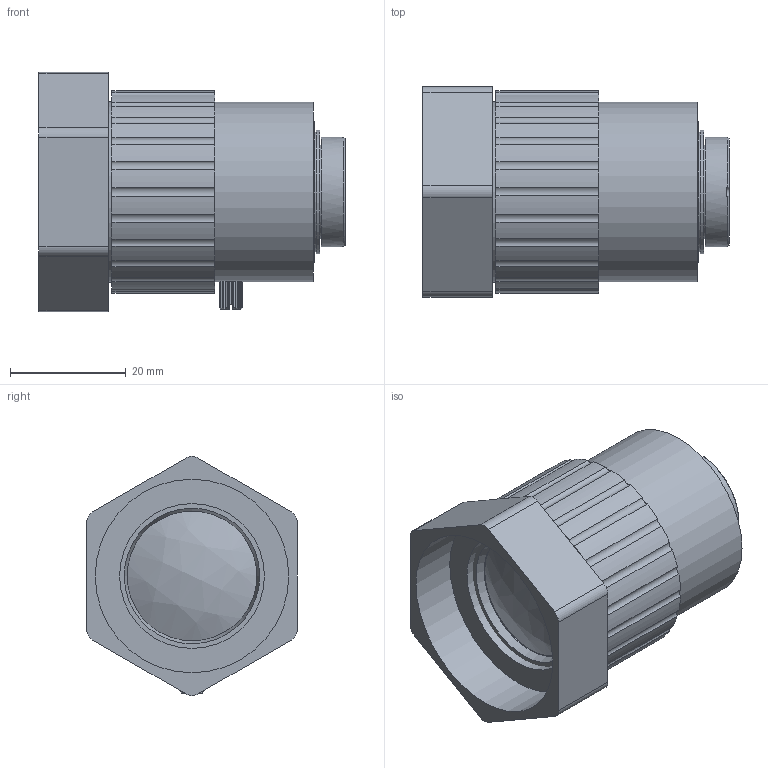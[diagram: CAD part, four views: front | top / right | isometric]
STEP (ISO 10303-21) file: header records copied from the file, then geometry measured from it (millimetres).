
FILE_DESCRIPTION (( 'STEP AP203' ), '1' );
FILE_NAME ('600104.STEP', '2024-11-18T09:15:15', ( 'Windows User' ), ( 'P R C' ), 'SwSTEP 2.0', 'SolidWorks 2020', '' );
FILE_SCHEMA (( 'CONFIG_CONTROL_DESIGN' ));
Length unit declared in the file: millimetre
Products named in the file (1): 600104
Bounding box: 52.83 x 36.3 x 41.3 mm (x, y, z)
Volume: 60746.7 mm3; surface area: 17702.8 mm2
Topology: 8 solids, 8 shells, 389 faces, 986 edges, 654 vertices
Faces by surface type: plane 168, cylinder 117, bspline 78, cone 26
Full cylindrical faces by diameter (mm): 1 x1, 1.7 x2, 2 x4, 2.5 x2, 13.103 x1, 13.9 x1, 16.303 x1, 16.503 x1, 17.103 x1, 17.303 x2, 18.903 x1, 20.712 x1, 21.312 x1, 22.4 x1, 23.2 x2, 24.3 x1, 24.541 x4, 25 x1, 25.4 x4, 25.5 x1, 25.7 x1, 28.6 x1, 29.8 x1, 31 x1, 31.194 x1, 33.4 x1
Entity records: 14832 total; most frequent: CARTESIAN_POINT 6200, ORIENTED_EDGE 1812, DIRECTION 1535, EDGE_CURVE 906, VERTEX_POINT 635, AXIS2_PLACEMENT_3D 556, EDGE_LOOP 495, FACE_OUTER_BOUND 429
